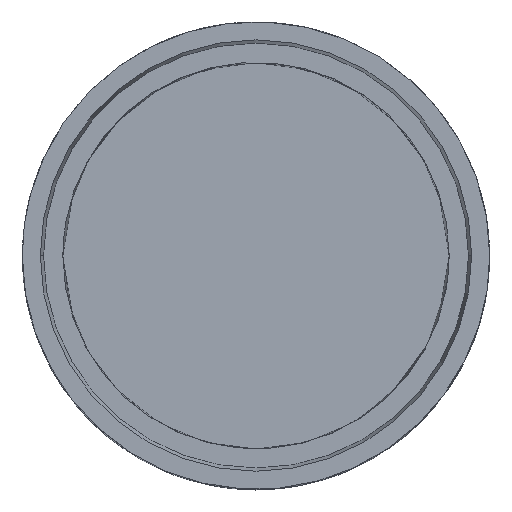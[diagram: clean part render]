
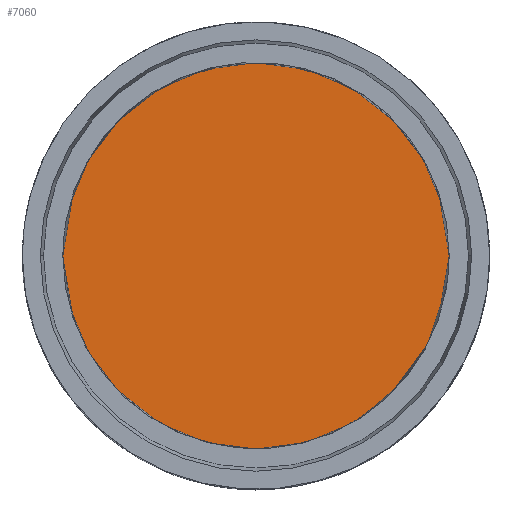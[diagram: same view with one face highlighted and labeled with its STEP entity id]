
A CAD part, top view. The second image highlights one B-rep face of the part: STEP entity #7060.
In plain terms, the highlighted planar face has unit normal (0, 0, 1).
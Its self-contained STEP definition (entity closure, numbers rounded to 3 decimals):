
#396 = DIRECTION ( 'NONE',  ( 0., 0., 1. ) ) ;
#748 = DIRECTION ( 'NONE',  ( 0., 0., 1. ) ) ;
#790 = AXIS2_PLACEMENT_3D ( 'NONE', #3186, #396, #5348 ) ;
#1294 = FACE_OUTER_BOUND ( 'NONE', #17034, .T. ) ;
#1467 = CIRCLE ( 'NONE', #790, 300. ) ;
#2193 = AXIS2_PLACEMENT_3D ( 'NONE', #12859, #748, #7463 ) ;
#3186 = CARTESIAN_POINT ( 'NONE',  ( 0., 0., 0. ) ) ;
#5348 = DIRECTION ( 'NONE',  ( 1., 0., 0. ) ) ;
#7060 = ADVANCED_FACE ( 'NONE', ( #1294 ), #18289, .T. ) ;
#7463 = DIRECTION ( 'NONE',  ( 1., 0., 0. ) ) ;
#8115 = DIRECTION ( 'NONE',  ( 1., 0., 0. ) ) ;
#9762 = DIRECTION ( 'NONE',  ( 0., 0., 1. ) ) ;
#11320 = EDGE_CURVE ( 'NONE', #19645, #19296, #11334, .T. ) ;
#11334 = CIRCLE ( 'NONE', #2193, 300. ) ;
#12275 = EDGE_CURVE ( 'NONE', #19296, #19645, #1467, .T. ) ;
#12859 = CARTESIAN_POINT ( 'NONE',  ( 0., 0., 0. ) ) ;
#13810 = CARTESIAN_POINT ( 'NONE',  ( 300., 0., 0. ) ) ;
#16822 = CARTESIAN_POINT ( 'NONE',  ( 0., 0., 0. ) ) ;
#16975 = AXIS2_PLACEMENT_3D ( 'NONE', #16822, #9762, #8115 ) ;
#17034 = EDGE_LOOP ( 'NONE', ( #18155, #19429 ) ) ;
#18155 = ORIENTED_EDGE ( 'NONE', *, *, #11320, .T. ) ;
#18289 = PLANE ( 'NONE',  #16975 ) ;
#19296 = VERTEX_POINT ( 'NONE', #20868 ) ;
#19429 = ORIENTED_EDGE ( 'NONE', *, *, #12275, .T. ) ;
#19645 = VERTEX_POINT ( 'NONE', #13810 ) ;
#20868 = CARTESIAN_POINT ( 'NONE',  ( -300., 0., 0. ) ) ;
